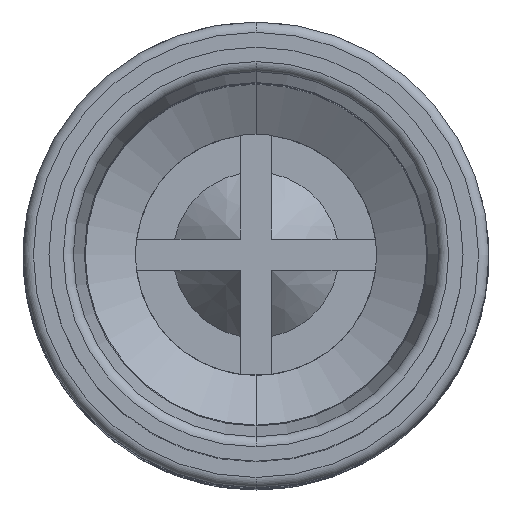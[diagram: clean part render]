
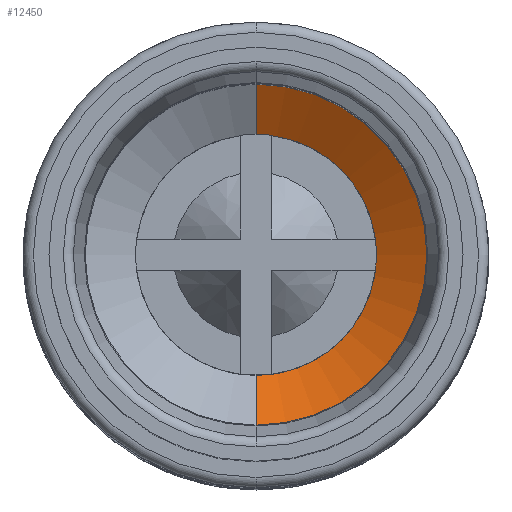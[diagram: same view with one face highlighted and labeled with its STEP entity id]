
A CAD part, top view. The second image highlights one B-rep face of the part: STEP entity #12450.
In plain terms, the highlighted conical face has half-angle 59 degrees and reference radius 3.3 mm.
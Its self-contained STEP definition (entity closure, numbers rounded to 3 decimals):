
#11790=CARTESIAN_POINT('',(3.3,0.,-3.1));
#11800=VERTEX_POINT('',#11790);
#11830=CARTESIAN_POINT('',(0.,0.,-3.1));
#11840=DIRECTION('',(0.,0.,1.));
#11850=DIRECTION('',(-1.,0.,0.));
#11860=AXIS2_PLACEMENT_3D('',#11830,#11840,#11850);
#11870=CIRCLE('',#11860,3.3);
#11880=CARTESIAN_POINT('',(-3.3,0.,-3.1));
#11890=VERTEX_POINT('',#11880);
#12090=CARTESIAN_POINT('',(0.,0.,-3.1));
#12100=DIRECTION('',(0.,0.,-1.));
#12110=DIRECTION('',(1.,0.,0.));
#12120=AXIS2_PLACEMENT_3D('',#12090,#12100,#12110);
#12130=CONICAL_SURFACE('',#12120,3.3,1.03);
#12140=CARTESIAN_POINT('',(3.3,0.,-3.1));
#12150=DIRECTION('',(0.857,0.,
-0.515));
#12160=VECTOR('',#12150,3.85);
#12170=LINE('',#12140,#12160);
#12180=CARTESIAN_POINT('',(2.325,0.,
-2.514));
#12190=VERTEX_POINT('',#12180);
#12200=EDGE_CURVE('',#12190,#11800,#12170,.T.);
#12210=ORIENTED_EDGE('',*,*,#12200,.F.);
#12220=EDGE_CURVE('',#11800,#11890,#11870,.T.);
#12230=ORIENTED_EDGE('',*,*,#12220,.F.);
#12240=CARTESIAN_POINT('',(-3.3,0.,-3.1));
#12250=DIRECTION('',(-0.857,0.,
-0.515));
#12260=VECTOR('',#12250,3.85);
#12270=LINE('',#12240,#12260);
#12280=CARTESIAN_POINT('',(-2.325,0.,
-2.514));
#12290=VERTEX_POINT('',#12280);
#12300=EDGE_CURVE('',#12290,#11890,#12270,.T.);
#12310=ORIENTED_EDGE('',*,*,#12300,.T.);
#12320=CARTESIAN_POINT('',(0.,0.,
-2.514));
#12330=DIRECTION('',(0.,0.,-1.));
#12340=DIRECTION('',(1.,0.,0.));
#12350=AXIS2_PLACEMENT_3D('',#12320,#12330,#12340);
#12360=CIRCLE('',#12350,2.325);
#12370=CARTESIAN_POINT('',(0.,2.325,
-2.514));
#12380=VERTEX_POINT('',#12370);
#12390=EDGE_CURVE('',#12290,#12380,#12360,.T.);
#12400=ORIENTED_EDGE('',*,*,#12390,.F.);
#12410=EDGE_CURVE('',#12380,#12190,#12360,.T.);
#12420=ORIENTED_EDGE('',*,*,#12410,.F.);
#12430=EDGE_LOOP('',(#12420,#12400,#12310,#12230,#12210));
#12440=FACE_OUTER_BOUND('',#12430,.T.);
#12450=ADVANCED_FACE('',(#12440),#12130,.F.);
